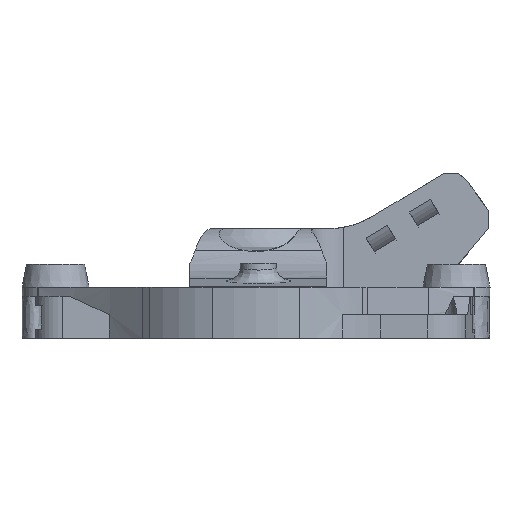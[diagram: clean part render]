
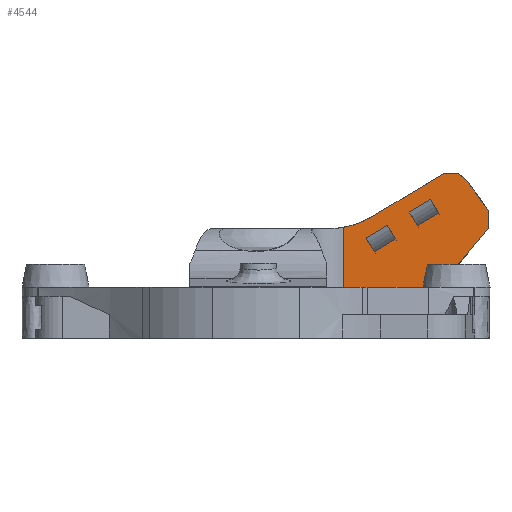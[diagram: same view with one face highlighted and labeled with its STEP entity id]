
A CAD part, left-side view. The second image highlights one B-rep face of the part: STEP entity #4544.
In plain terms, the highlighted face is planar.
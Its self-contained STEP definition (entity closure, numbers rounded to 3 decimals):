
#103=FACE_BOUND('',#937,.T.);
#104=FACE_BOUND('',#938,.T.);
#346=CIRCLE('',#4976,9.);
#447=B_SPLINE_CURVE_WITH_KNOTS('',3,(#8326,#8327,#8328,#8329,#8330,#8331),
 .UNSPECIFIED.,.F.,.F.,(4,2,4),(0.,0.057,0.27),
 .UNSPECIFIED.);
#450=B_SPLINE_CURVE_WITH_KNOTS('',3,(#8423,#8424,#8425,#8426,#8427,#8428),
 .UNSPECIFIED.,.F.,.F.,(4,2,4),(0.,0.072,0.27),
 .UNSPECIFIED.);
#466=B_SPLINE_CURVE_WITH_KNOTS('',3,(#8826,#8827,#8828,#8829,#8830,#8831),
 .UNSPECIFIED.,.F.,.F.,(4,2,4),(0.072,0.076,0.232),
 .UNSPECIFIED.);
#668=FACE_OUTER_BOUND('',#936,.T.);
#936=EDGE_LOOP('',(#3900,#3901,#3902,#3903,#3904,#3905,#3906,#3907,#3908));
#937=EDGE_LOOP('',(#3909,#3910,#3911,#3912));
#938=EDGE_LOOP('',(#3913,#3914,#3915,#3916));
#1196=LINE('',#7649,#1572);
#1302=LINE('',#8246,#1678);
#1303=LINE('',#8260,#1679);
#1304=LINE('',#8264,#1680);
#1305=LINE('',#8343,#1681);
#1306=LINE('',#8357,#1682);
#1307=LINE('',#8361,#1683);
#1308=LINE('',#8440,#1684);
#1319=LINE('',#8942,#1695);
#1323=LINE('',#8963,#1699);
#1325=LINE('',#8966,#1701);
#1326=LINE('',#8968,#1702);
#1327=LINE('',#8970,#1703);
#1572=VECTOR('',#5693,10.);
#1678=VECTOR('',#6037,10.);
#1679=VECTOR('',#6040,10.);
#1680=VECTOR('',#6045,10.);
#1681=VECTOR('',#6048,10.);
#1682=VECTOR('',#6051,10.);
#1683=VECTOR('',#6056,10.);
#1684=VECTOR('',#6059,10.);
#1695=VECTOR('',#6104,10.);
#1699=VECTOR('',#6112,10.);
#1701=VECTOR('',#6116,10.);
#1702=VECTOR('',#6119,10.);
#1703=VECTOR('',#6122,10.);
#2001=VERTEX_POINT('',#7646);
#2002=VERTEX_POINT('',#7648);
#2128=VERTEX_POINT('',#8244);
#2129=VERTEX_POINT('',#8257);
#2130=VERTEX_POINT('',#8259);
#2131=VERTEX_POINT('',#8263);
#2132=VERTEX_POINT('',#8325);
#2133=VERTEX_POINT('',#8354);
#2134=VERTEX_POINT('',#8356);
#2135=VERTEX_POINT('',#8360);
#2136=VERTEX_POINT('',#8422);
#2137=VERTEX_POINT('',#8442);
#2138=VERTEX_POINT('',#8443);
#2157=VERTEX_POINT('',#8824);
#2158=VERTEX_POINT('',#8825);
#2163=VERTEX_POINT('',#8941);
#2164=VERTEX_POINT('',#8962);
#2528=EDGE_CURVE('',#2001,#2002,#1196,.T.);
#2721=EDGE_CURVE('',#2128,#2001,#1302,.T.);
#2723=EDGE_CURVE('',#2130,#2129,#1303,.T.);
#2725=EDGE_CURVE('',#2131,#2130,#1304,.T.);
#2727=EDGE_CURVE('',#2132,#2131,#447,.T.);
#2729=EDGE_CURVE('',#2129,#2132,#1305,.T.);
#2731=EDGE_CURVE('',#2134,#2133,#1306,.T.);
#2733=EDGE_CURVE('',#2135,#2134,#1307,.T.);
#2735=EDGE_CURVE('',#2136,#2135,#450,.T.);
#2737=EDGE_CURVE('',#2133,#2136,#1308,.T.);
#2738=EDGE_CURVE('',#2137,#2138,#346,.T.);
#2767=EDGE_CURVE('',#2157,#2158,#466,.T.);
#2776=EDGE_CURVE('',#2158,#2163,#1319,.T.);
#2780=EDGE_CURVE('',#2138,#2164,#1323,.T.);
#2782=EDGE_CURVE('',#2164,#2157,#1325,.T.);
#2783=EDGE_CURVE('',#2128,#2163,#1326,.T.);
#2784=EDGE_CURVE('',#2002,#2137,#1327,.T.);
#3900=ORIENTED_EDGE('',*,*,#2767,.F.);
#3901=ORIENTED_EDGE('',*,*,#2782,.F.);
#3902=ORIENTED_EDGE('',*,*,#2780,.F.);
#3903=ORIENTED_EDGE('',*,*,#2738,.F.);
#3904=ORIENTED_EDGE('',*,*,#2784,.F.);
#3905=ORIENTED_EDGE('',*,*,#2528,.F.);
#3906=ORIENTED_EDGE('',*,*,#2721,.F.);
#3907=ORIENTED_EDGE('',*,*,#2783,.T.);
#3908=ORIENTED_EDGE('',*,*,#2776,.F.);
#3909=ORIENTED_EDGE('',*,*,#2727,.T.);
#3910=ORIENTED_EDGE('',*,*,#2725,.T.);
#3911=ORIENTED_EDGE('',*,*,#2723,.T.);
#3912=ORIENTED_EDGE('',*,*,#2729,.T.);
#3913=ORIENTED_EDGE('',*,*,#2735,.T.);
#3914=ORIENTED_EDGE('',*,*,#2733,.T.);
#3915=ORIENTED_EDGE('',*,*,#2731,.T.);
#3916=ORIENTED_EDGE('',*,*,#2737,.T.);
#4342=PLANE('',#4996);
#4544=ADVANCED_FACE('',(#668,#103,#104),#4342,.T.);
#4976=AXIS2_PLACEMENT_3D('',#8444,#6062,#6063);
#4996=AXIS2_PLACEMENT_3D('',#8969,#6120,#6121);
#5693=DIRECTION('',(0.,1.,0.));
#6037=DIRECTION('',(-0.768,0.64,0.));
#6040=DIRECTION('',(0.514,-0.857,0.));
#6045=DIRECTION('',(0.857,0.514,0.));
#6048=DIRECTION('',(-0.857,-0.514,0.));
#6051=DIRECTION('',(0.514,-0.857,0.));
#6056=DIRECTION('',(0.857,0.514,0.));
#6059=DIRECTION('',(-0.857,-0.514,0.));
#6062=DIRECTION('center_axis',(0.,0.,1.));
#6063=DIRECTION('ref_axis',(-0.964,-0.267,0.));
#6104=DIRECTION('',(-0.811,-0.585,0.));
#6112=DIRECTION('',(0.514,-0.857,0.));
#6116=DIRECTION('',(0.,-1.,0.));
#6119=DIRECTION('',(1.,0.,0.));
#6120=DIRECTION('center_axis',(0.,0.,1.));
#6121=DIRECTION('ref_axis',(0.,-1.,0.));
#6122=DIRECTION('',(1.,0.,0.));
#7646=CARTESIAN_POINT('',(75.448,224.602,-122.374));
#7648=CARTESIAN_POINT('',(75.448,230.467,-122.374));
#7649=CARTESIAN_POINT('',(75.448,214.602,-122.374));
#8244=CARTESIAN_POINT('',(87.448,214.602,-122.374));
#8246=CARTESIAN_POINT('',(77.247,223.103,-122.374));
#8257=CARTESIAN_POINT('',(87.819,225.652,-122.374));
#8259=CARTESIAN_POINT('',(86.43,227.967,-122.374));
#8260=CARTESIAN_POINT('',(87.819,225.652,-122.374));
#8263=CARTESIAN_POINT('',(84.921,227.061,-122.374));
#8264=CARTESIAN_POINT('',(83.243,226.055,-122.374));
#8325=CARTESIAN_POINT('',(86.31,224.746,-122.374));
#8326=CARTESIAN_POINT('Ctrl Pts',(86.31,224.746,-122.374));
#8327=CARTESIAN_POINT('Ctrl Pts',(86.212,224.909,-122.374));
#8328=CARTESIAN_POINT('Ctrl Pts',(86.114,225.073,-122.374));
#8329=CARTESIAN_POINT('Ctrl Pts',(85.651,225.844,-122.374));
#8330=CARTESIAN_POINT('Ctrl Pts',(85.286,226.453,-122.374));
#8331=CARTESIAN_POINT('Ctrl Pts',(84.921,227.061,-122.374));
#8343=CARTESIAN_POINT('',(84.633,223.74,-122.374));
#8354=CARTESIAN_POINT('',(90.65,220.932,-122.374));
#8356=CARTESIAN_POINT('',(89.261,223.248,-122.374));
#8357=CARTESIAN_POINT('',(90.65,220.932,-122.374));
#8360=CARTESIAN_POINT('',(87.752,222.342,-122.374));
#8361=CARTESIAN_POINT('',(86.075,221.336,-122.374));
#8422=CARTESIAN_POINT('',(89.141,220.027,-122.374));
#8423=CARTESIAN_POINT('Ctrl Pts',(89.141,220.027,-122.374));
#8424=CARTESIAN_POINT('Ctrl Pts',(89.017,220.234,-122.374));
#8425=CARTESIAN_POINT('Ctrl Pts',(88.893,220.441,-122.374));
#8426=CARTESIAN_POINT('Ctrl Pts',(88.43,221.213,-122.374));
#8427=CARTESIAN_POINT('Ctrl Pts',(88.091,221.778,-122.374));
#8428=CARTESIAN_POINT('Ctrl Pts',(87.752,222.342,-122.374));
#8440=CARTESIAN_POINT('',(87.464,219.021,-122.374));
#8442=CARTESIAN_POINT('',(87.576,230.467,-122.374));
#8443=CARTESIAN_POINT('',(88.731,227.35,-122.374));
#8444=CARTESIAN_POINT('Origin',(96.448,231.981,-122.374));
#8824=CARTESIAN_POINT('',(93.448,217.85,-122.374));
#8825=CARTESIAN_POINT('',(92.224,216.605,-122.374));
#8826=CARTESIAN_POINT('Ctrl Pts',(93.448,217.85,-122.374));
#8827=CARTESIAN_POINT('Ctrl Pts',(93.44,217.84,-122.374));
#8828=CARTESIAN_POINT('Ctrl Pts',(93.431,217.83,-122.374));
#8829=CARTESIAN_POINT('Ctrl Pts',(93.1,217.437,-122.374));
#8830=CARTESIAN_POINT('Ctrl Pts',(92.734,216.972,-122.374));
#8831=CARTESIAN_POINT('Ctrl Pts',(92.224,216.605,-122.374));
#8941=CARTESIAN_POINT('',(89.448,214.602,-122.374));
#8942=CARTESIAN_POINT('',(89.376,214.55,-122.374));
#8962=CARTESIAN_POINT('',(93.448,219.488,-122.374));
#8963=CARTESIAN_POINT('',(87.36,229.635,-122.374));
#8966=CARTESIAN_POINT('',(93.448,229.488,-122.374));
#8968=CARTESIAN_POINT('',(75.448,214.602,-122.374));
#8969=CARTESIAN_POINT('Origin',(75.448,229.488,-122.374));
#8970=CARTESIAN_POINT('',(75.448,230.467,-122.374));
